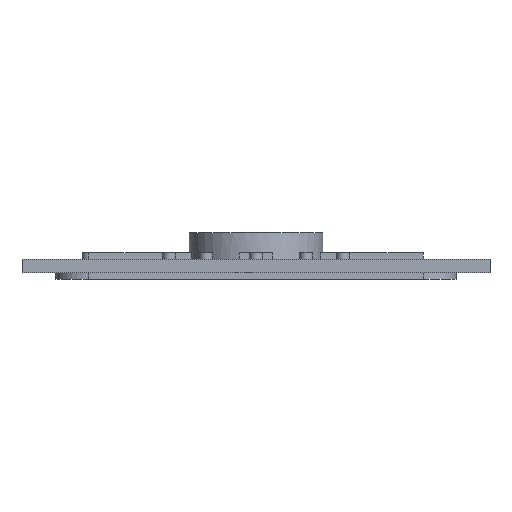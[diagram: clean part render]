
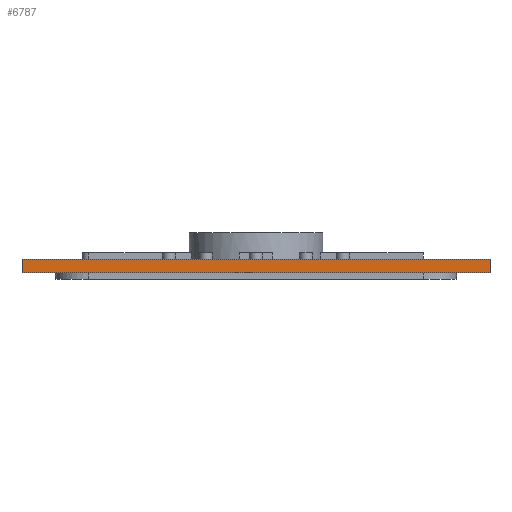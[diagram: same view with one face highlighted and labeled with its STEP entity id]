
A CAD part, front view. The second image highlights one B-rep face of the part: STEP entity #6787.
In plain terms, the highlighted planar face has unit normal (0, -1, 0).
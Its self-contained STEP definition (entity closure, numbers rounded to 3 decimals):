
#4136 = PLANE('',#4137);
#4137 = AXIS2_PLACEMENT_3D('',#4138,#4139,#4140);
#4138 = CARTESIAN_POINT('',(0.,0.,3.));
#4139 = DIRECTION('',(0.,0.,1.));
#4140 = DIRECTION('',(1.,0.,-0.));
#4188 = PLANE('',#4189);
#4189 = AXIS2_PLACEMENT_3D('',#4190,#4191,#4192);
#4190 = CARTESIAN_POINT('',(0.,0.,1.));
#4191 = DIRECTION('',(0.,0.,1.));
#4192 = DIRECTION('',(1.,0.,-0.));
#6392 = EDGE_CURVE('',#6393,#6395,#6397,.T.);
#6393 = VERTEX_POINT('',#6394);
#6394 = CARTESIAN_POINT('',(-35.,-55.,1.));
#6395 = VERTEX_POINT('',#6396);
#6396 = CARTESIAN_POINT('',(35.,-55.,1.));
#6397 = SURFACE_CURVE('',#6398,(#6402,#6409),.PCURVE_S1.);
#6398 = LINE('',#6399,#6400);
#6399 = CARTESIAN_POINT('',(-35.,-55.,1.));
#6400 = VECTOR('',#6401,1.);
#6401 = DIRECTION('',(1.,0.,0.));
#6402 = PCURVE('',#4188,#6403);
#6403 = DEFINITIONAL_REPRESENTATION('',(#6404),#6408);
#6404 = LINE('',#6405,#6406);
#6405 = CARTESIAN_POINT('',(-35.,-55.));
#6406 = VECTOR('',#6407,1.);
#6407 = DIRECTION('',(1.,0.));
#6408 = ( GEOMETRIC_REPRESENTATION_CONTEXT(2) 
PARAMETRIC_REPRESENTATION_CONTEXT() REPRESENTATION_CONTEXT('2D SPACE',''
  ) );
#6409 = PCURVE('',#6410,#6415);
#6410 = PLANE('',#6411);
#6411 = AXIS2_PLACEMENT_3D('',#6412,#6413,#6414);
#6412 = CARTESIAN_POINT('',(-35.,-55.,1.));
#6413 = DIRECTION('',(0.,1.,0.));
#6414 = DIRECTION('',(1.,0.,0.));
#6415 = DEFINITIONAL_REPRESENTATION('',(#6416),#6420);
#6416 = LINE('',#6417,#6418);
#6417 = CARTESIAN_POINT('',(0.,0.));
#6418 = VECTOR('',#6419,1.);
#6419 = DIRECTION('',(1.,0.));
#6420 = ( GEOMETRIC_REPRESENTATION_CONTEXT(2) 
PARAMETRIC_REPRESENTATION_CONTEXT() REPRESENTATION_CONTEXT('2D SPACE',''
  ) );
#6438 = PLANE('',#6439);
#6439 = AXIS2_PLACEMENT_3D('',#6440,#6441,#6442);
#6440 = CARTESIAN_POINT('',(35.,-55.,1.));
#6441 = DIRECTION('',(-1.,0.,0.));
#6442 = DIRECTION('',(0.,1.,0.));
#6492 = PLANE('',#6493);
#6493 = AXIS2_PLACEMENT_3D('',#6494,#6495,#6496);
#6494 = CARTESIAN_POINT('',(-35.,55.,1.));
#6495 = DIRECTION('',(1.,0.,-0.));
#6496 = DIRECTION('',(0.,-1.,0.));
#6621 = EDGE_CURVE('',#6622,#6624,#6626,.T.);
#6622 = VERTEX_POINT('',#6623);
#6623 = CARTESIAN_POINT('',(-35.,-55.,3.));
#6624 = VERTEX_POINT('',#6625);
#6625 = CARTESIAN_POINT('',(35.,-55.,3.));
#6626 = SURFACE_CURVE('',#6627,(#6631,#6638),.PCURVE_S1.);
#6627 = LINE('',#6628,#6629);
#6628 = CARTESIAN_POINT('',(-35.,-55.,3.));
#6629 = VECTOR('',#6630,1.);
#6630 = DIRECTION('',(1.,0.,0.));
#6631 = PCURVE('',#4136,#6632);
#6632 = DEFINITIONAL_REPRESENTATION('',(#6633),#6637);
#6633 = LINE('',#6634,#6635);
#6634 = CARTESIAN_POINT('',(-35.,-55.));
#6635 = VECTOR('',#6636,1.);
#6636 = DIRECTION('',(1.,0.));
#6637 = ( GEOMETRIC_REPRESENTATION_CONTEXT(2) 
PARAMETRIC_REPRESENTATION_CONTEXT() REPRESENTATION_CONTEXT('2D SPACE',''
  ) );
#6638 = PCURVE('',#6410,#6639);
#6639 = DEFINITIONAL_REPRESENTATION('',(#6640),#6644);
#6640 = LINE('',#6641,#6642);
#6641 = CARTESIAN_POINT('',(0.,-2.));
#6642 = VECTOR('',#6643,1.);
#6643 = DIRECTION('',(1.,0.));
#6644 = ( GEOMETRIC_REPRESENTATION_CONTEXT(2) 
PARAMETRIC_REPRESENTATION_CONTEXT() REPRESENTATION_CONTEXT('2D SPACE',''
  ) );
#6787 = ADVANCED_FACE('',(#6788),#6410,.F.);
#6788 = FACE_BOUND('',#6789,.F.);
#6789 = EDGE_LOOP('',(#6790,#6811,#6812,#6833));
#6790 = ORIENTED_EDGE('',*,*,#6791,.T.);
#6791 = EDGE_CURVE('',#6393,#6622,#6792,.T.);
#6792 = SURFACE_CURVE('',#6793,(#6797,#6804),.PCURVE_S1.);
#6793 = LINE('',#6794,#6795);
#6794 = CARTESIAN_POINT('',(-35.,-55.,1.));
#6795 = VECTOR('',#6796,1.);
#6796 = DIRECTION('',(0.,0.,1.));
#6797 = PCURVE('',#6410,#6798);
#6798 = DEFINITIONAL_REPRESENTATION('',(#6799),#6803);
#6799 = LINE('',#6800,#6801);
#6800 = CARTESIAN_POINT('',(0.,0.));
#6801 = VECTOR('',#6802,1.);
#6802 = DIRECTION('',(0.,-1.));
#6803 = ( GEOMETRIC_REPRESENTATION_CONTEXT(2) 
PARAMETRIC_REPRESENTATION_CONTEXT() REPRESENTATION_CONTEXT('2D SPACE',''
  ) );
#6804 = PCURVE('',#6492,#6805);
#6805 = DEFINITIONAL_REPRESENTATION('',(#6806),#6810);
#6806 = LINE('',#6807,#6808);
#6807 = CARTESIAN_POINT('',(110.,0.));
#6808 = VECTOR('',#6809,1.);
#6809 = DIRECTION('',(0.,-1.));
#6810 = ( GEOMETRIC_REPRESENTATION_CONTEXT(2) 
PARAMETRIC_REPRESENTATION_CONTEXT() REPRESENTATION_CONTEXT('2D SPACE',''
  ) );
#6811 = ORIENTED_EDGE('',*,*,#6621,.T.);
#6812 = ORIENTED_EDGE('',*,*,#6813,.F.);
#6813 = EDGE_CURVE('',#6395,#6624,#6814,.T.);
#6814 = SURFACE_CURVE('',#6815,(#6819,#6826),.PCURVE_S1.);
#6815 = LINE('',#6816,#6817);
#6816 = CARTESIAN_POINT('',(35.,-55.,1.));
#6817 = VECTOR('',#6818,1.);
#6818 = DIRECTION('',(0.,0.,1.));
#6819 = PCURVE('',#6410,#6820);
#6820 = DEFINITIONAL_REPRESENTATION('',(#6821),#6825);
#6821 = LINE('',#6822,#6823);
#6822 = CARTESIAN_POINT('',(70.,0.));
#6823 = VECTOR('',#6824,1.);
#6824 = DIRECTION('',(0.,-1.));
#6825 = ( GEOMETRIC_REPRESENTATION_CONTEXT(2) 
PARAMETRIC_REPRESENTATION_CONTEXT() REPRESENTATION_CONTEXT('2D SPACE',''
  ) );
#6826 = PCURVE('',#6438,#6827);
#6827 = DEFINITIONAL_REPRESENTATION('',(#6828),#6832);
#6828 = LINE('',#6829,#6830);
#6829 = CARTESIAN_POINT('',(0.,0.));
#6830 = VECTOR('',#6831,1.);
#6831 = DIRECTION('',(0.,-1.));
#6832 = ( GEOMETRIC_REPRESENTATION_CONTEXT(2) 
PARAMETRIC_REPRESENTATION_CONTEXT() REPRESENTATION_CONTEXT('2D SPACE',''
  ) );
#6833 = ORIENTED_EDGE('',*,*,#6392,.F.);
